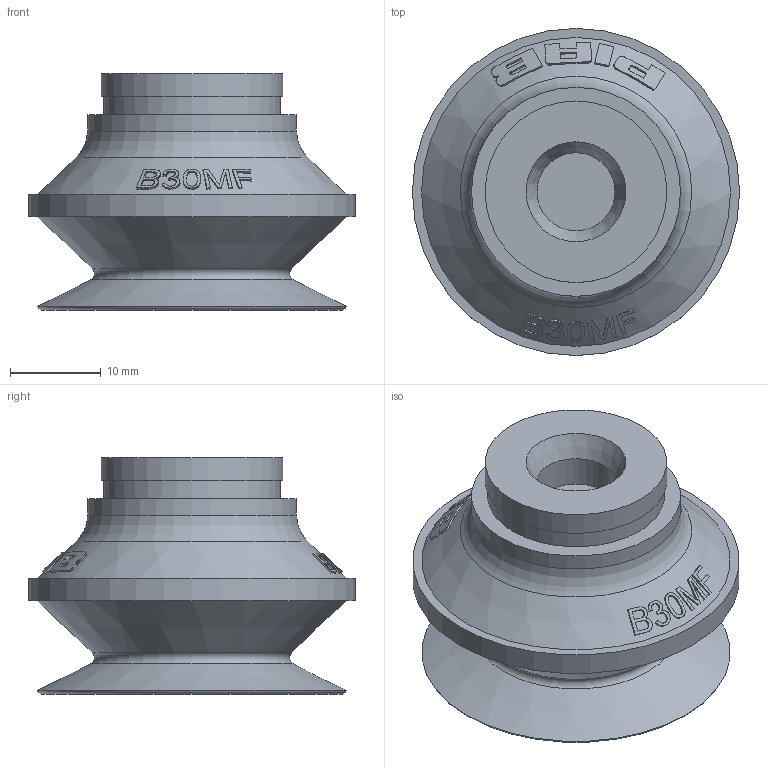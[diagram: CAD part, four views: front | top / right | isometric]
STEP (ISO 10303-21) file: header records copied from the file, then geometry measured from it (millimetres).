
FILE_DESCRIPTION(/* description */ ('Unknown'),/* implementation_level */ '2;1');
FILE_NAME(/* name */ 'S_A022_BXXX',/* time_stamp */ '2018-11-01T11:05:08+01:00',/* author */ ('Unknown'),/* organization */ ('Unknown'),/* preprocessor_version */ 'ST-DEVELOPER v16.7',/* originating_system */ 'DEX',/* authorisation */ $);
FILE_SCHEMA (('AUTOMOTIVE_DESIGN {1 0 10303 214 3 1 1}'));
Length unit declared in the file: millimetre
Products named in the file (4): S_A022_BXXX; A022_B30MF; Fitting_blank
Assembly tree (3 placements, depth 3):
  S_A022_BXXX
    A022_B30MF
      A022_B30MF
    Fitting_blank
Bounding box: 36 x 36 x 26 mm (x, y, z)
Volume: 14620.5 mm3; surface area: 4821.3 mm2
Topology: 1 solids, 2 shells, 176 faces, 455 edges, 301 vertices
Faces by surface type: bspline 135, cone 20, plane 9, cylinder 7, torus 5
Full cylindrical faces by diameter (mm): 8.6 x1, 13 x1, 13.5 x1, 19.5 x1, 20 x1, 23 x1, 36 x1
Entity records: 7599 total; most frequent: CARTESIAN_POINT 3285, ORIENTED_EDGE 866, EDGE_CURVE 433, B_SPLINE_CURVE_WITH_KNOTS 411, VERTEX_POINT 296, EDGE_LOOP 213, FACE_BOUND 213, STYLED_ITEM 176
